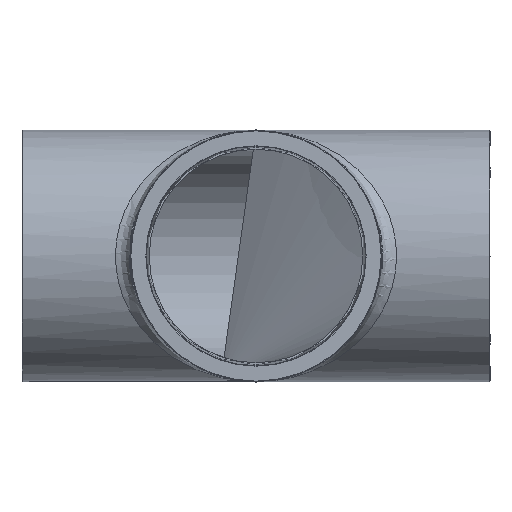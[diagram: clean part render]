
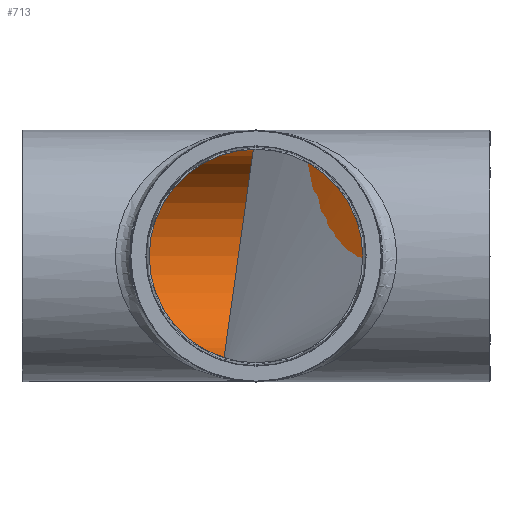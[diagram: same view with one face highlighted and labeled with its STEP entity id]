
A CAD part, front view. The second image highlights one B-rep face of the part: STEP entity #713.
In plain terms, the highlighted cylindrical face has radius 53.95 mm (diameter 107.9 mm), a full revolution.
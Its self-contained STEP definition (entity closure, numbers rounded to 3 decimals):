
#188=ELLIPSE('',#6095,76.297,53.95);
#189=ELLIPSE('',#6096,76.297,53.95);
#713=ADVANCED_FACE('',(#1516,#1517,#1518),#1082,.F.);
#1082=CYLINDRICAL_SURFACE('',#6097,53.95);
#1200=CIRCLE('',#6092,53.95);
#1201=CIRCLE('',#6094,53.95);
#1516=FACE_BOUND('',#1657,.T.);
#1517=FACE_BOUND('',#1658,.T.);
#1518=FACE_BOUND('',#1659,.T.);
#1657=EDGE_LOOP('',(#2401));
#1658=EDGE_LOOP('',(#2402,#2403));
#1659=EDGE_LOOP('',(#2404));
#2401=ORIENTED_EDGE('',*,*,#4773,.T.);
#2402=ORIENTED_EDGE('',*,*,#4774,.F.);
#2403=ORIENTED_EDGE('',*,*,#4775,.F.);
#2404=ORIENTED_EDGE('',*,*,#4772,.F.);
#4164=VERTEX_POINT('',#12992);
#4165=VERTEX_POINT('',#12995);
#4166=VERTEX_POINT('',#12997);
#4167=VERTEX_POINT('',#12998);
#4772=EDGE_CURVE('',#4164,#4164,#1200,.T.);
#4773=EDGE_CURVE('',#4165,#4165,#1201,.T.);
#4774=EDGE_CURVE('',#4166,#4167,#188,.T.);
#4775=EDGE_CURVE('',#4167,#4166,#189,.T.);
#6092=AXIS2_PLACEMENT_3D('',#12991,#6594,#6595);
#6094=AXIS2_PLACEMENT_3D('',#12994,#6598,#6599);
#6095=AXIS2_PLACEMENT_3D('',#12996,#6600,#6601);
#6096=AXIS2_PLACEMENT_3D('',#12999,#6602,#6603);
#6097=AXIS2_PLACEMENT_3D('',#13000,#6604,#6605);
#6594=DIRECTION('',(-1.,0.,0.));
#6595=DIRECTION('',(0.,0.,1.));
#6598=DIRECTION('',(-1.,0.,0.));
#6599=DIRECTION('',(0.,0.,1.));
#6600=DIRECTION('',(0.707,0.707,0.));
#6601=DIRECTION('',(-0.707,0.707,0.));
#6602=DIRECTION('',(-0.707,0.707,0.));
#6603=DIRECTION('',(-0.707,-0.707,0.));
#6604=DIRECTION('',(-1.,0.,0.));
#6605=DIRECTION('',(0.,0.,1.));
#12991=CARTESIAN_POINT('',(1007.,0.,-562.));
#12992=CARTESIAN_POINT('',(1007.,0.,-508.05));
#12994=CARTESIAN_POINT('',(893.,0.,-562.));
#12995=CARTESIAN_POINT('',(893.,0.,-508.05));
#12996=CARTESIAN_POINT('',(950.,0.,-562.));
#12997=CARTESIAN_POINT('',(950.,0.,-508.05));
#12998=CARTESIAN_POINT('',(950.,0.,-615.95));
#12999=CARTESIAN_POINT('',(950.,0.,-562.));
#13000=CARTESIAN_POINT('',(1068.,0.,-562.));
